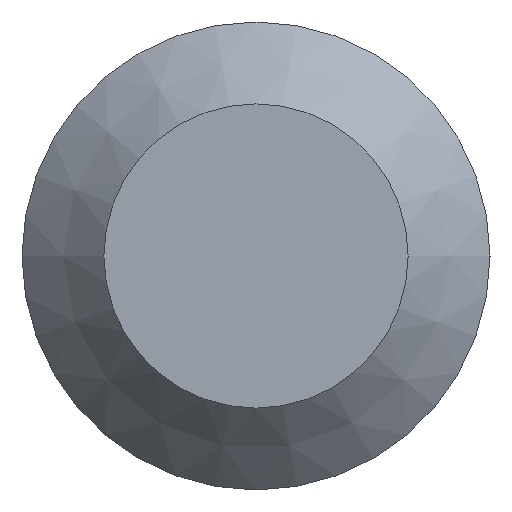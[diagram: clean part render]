
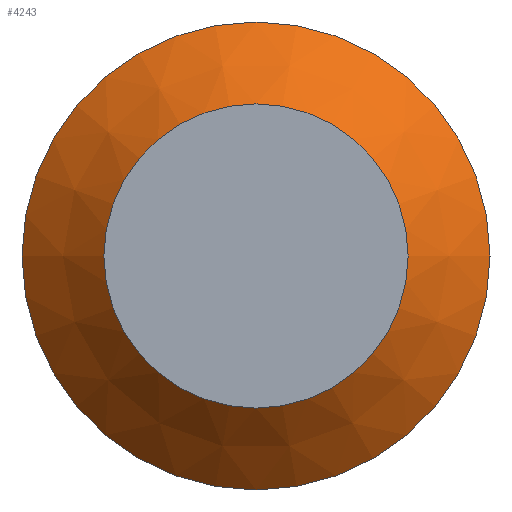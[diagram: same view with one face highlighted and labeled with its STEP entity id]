
A CAD part, left-side view. The second image highlights one B-rep face of the part: STEP entity #4243.
In plain terms, the highlighted conical face has half-angle 45 degrees and reference radius 2.6 mm.
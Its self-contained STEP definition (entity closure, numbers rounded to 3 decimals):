
#440 = CARTESIAN_POINT ( 'NONE',  ( 1.4, 0., 0. ) ) ;
#622 = DIRECTION ( 'NONE',  ( 0., -1., 0. ) ) ;
#910 = CARTESIAN_POINT ( 'NONE',  ( 0., 0., 0. ) ) ;
#1129 = CARTESIAN_POINT ( 'NONE',  ( 0., 0., 0. ) ) ;
#2305 = EDGE_LOOP ( 'NONE', ( #16599 ) ) ;
#2352 = EDGE_LOOP ( 'NONE', ( #13426 ) ) ;
#2646 = CONICAL_SURFACE ( 'NONE', #7759, 2.6, 0.785 ) ;
#3073 = CARTESIAN_POINT ( 'NONE',  ( 1.4, -4., 0. ) ) ;
#4005 = DIRECTION ( 'NONE',  ( -1., 0., 0. ) ) ;
#4243 = ADVANCED_FACE ( 'NONE', ( #10399, #14865 ), #2646, .T. ) ;
#4920 = EDGE_CURVE ( 'NONE', #11508, #11508, #13504, .T. ) ;
#5400 = DIRECTION ( 'NONE',  ( 0., -1., 0. ) ) ;
#7156 = AXIS2_PLACEMENT_3D ( 'NONE', #440, #10367, #622 ) ;
#7759 = AXIS2_PLACEMENT_3D ( 'NONE', #910, #9784, #8338 ) ;
#8014 = CIRCLE ( 'NONE', #14113, 2.6 ) ;
#8338 = DIRECTION ( 'NONE',  ( 0., 1., 0. ) ) ;
#9784 = DIRECTION ( 'NONE',  ( 1., 0., 0. ) ) ;
#10367 = DIRECTION ( 'NONE',  ( -1., 0., 0. ) ) ;
#10399 = FACE_OUTER_BOUND ( 'NONE', #2305, .T. ) ;
#11508 = VERTEX_POINT ( 'NONE', #3073 ) ;
#12900 = EDGE_CURVE ( 'NONE', #13041, #13041, #8014, .T. ) ;
#13041 = VERTEX_POINT ( 'NONE', #17268 ) ;
#13426 = ORIENTED_EDGE ( 'NONE', *, *, #12900, .F. ) ;
#13504 = CIRCLE ( 'NONE', #7156, 4. ) ;
#14113 = AXIS2_PLACEMENT_3D ( 'NONE', #1129, #4005, #5400 ) ;
#14865 = FACE_BOUND ( 'NONE', #2352, .T. ) ;
#16599 = ORIENTED_EDGE ( 'NONE', *, *, #4920, .T. ) ;
#17268 = CARTESIAN_POINT ( 'NONE',  ( 0., -2.6, 0. ) ) ;
